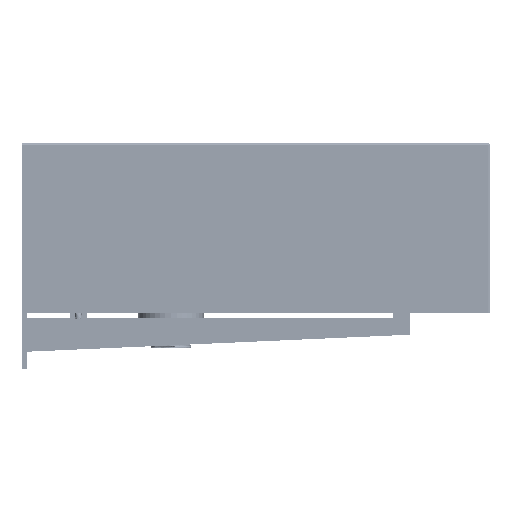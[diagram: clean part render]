
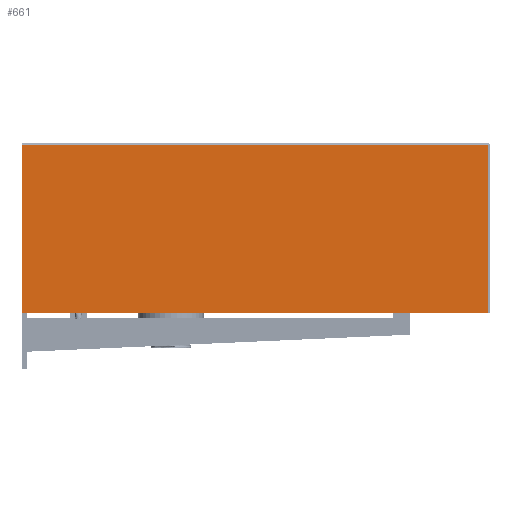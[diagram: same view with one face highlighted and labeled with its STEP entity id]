
A CAD part, left-side view. The second image highlights one B-rep face of the part: STEP entity #661.
In plain terms, the highlighted planar face has unit normal (-1, 0, 0).
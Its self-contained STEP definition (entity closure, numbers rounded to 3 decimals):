
#661=ADVANCED_FACE('',(#4821),#1341,.F.);
#1341=PLANE('',#13527);
#2457=LINE('',#32479,#3659);
#2458=LINE('',#32482,#3660);
#2459=LINE('',#32484,#3661);
#2460=LINE('',#32486,#3662);
#3659=VECTOR('',#15369,1.);
#3660=VECTOR('',#15370,1.);
#3661=VECTOR('',#15371,1.);
#3662=VECTOR('',#15372,1.);
#4821=FACE_OUTER_BOUND('',#5616,.T.);
#5616=EDGE_LOOP('',(#7418,#7419,#7420,#7421));
#7418=ORIENTED_EDGE('',*,*,#11711,.T.);
#7419=ORIENTED_EDGE('',*,*,#11712,.T.);
#7420=ORIENTED_EDGE('',*,*,#11713,.T.);
#7421=ORIENTED_EDGE('',*,*,#11714,.F.);
#10293=VERTEX_POINT('',#32480);
#10294=VERTEX_POINT('',#32481);
#10295=VERTEX_POINT('',#32483);
#10296=VERTEX_POINT('',#32485);
#11711=EDGE_CURVE('',#10293,#10294,#2457,.T.);
#11712=EDGE_CURVE('',#10294,#10295,#2458,.T.);
#11713=EDGE_CURVE('',#10295,#10296,#2459,.T.);
#11714=EDGE_CURVE('',#10293,#10296,#2460,.T.);
#13527=AXIS2_PLACEMENT_3D('',#32487,#15373,#15374);
#15369=DIRECTION('',(0.,0.,1.));
#15370=DIRECTION('',(0.,1.,0.));
#15371=DIRECTION('',(0.,0.,-1.));
#15372=DIRECTION('',(0.,1.,0.));
#15373=DIRECTION('',(1.,0.,0.));
#15374=DIRECTION('',(0.,0.,-1.));
#32479=CARTESIAN_POINT('',(0.,2.,-12.));
#32480=CARTESIAN_POINT('',(0.,2.,-200.));
#32481=CARTESIAN_POINT('',(0.,2.,-2.));
#32482=CARTESIAN_POINT('',(0.,550.,-2.));
#32483=CARTESIAN_POINT('',(0.,550.,-2.));
#32484=CARTESIAN_POINT('',(0.,550.,-12.));
#32485=CARTESIAN_POINT('',(0.,550.,-200.));
#32486=CARTESIAN_POINT('',(0.,0.,-200.));
#32487=CARTESIAN_POINT('',(0.,0.,-12.));
